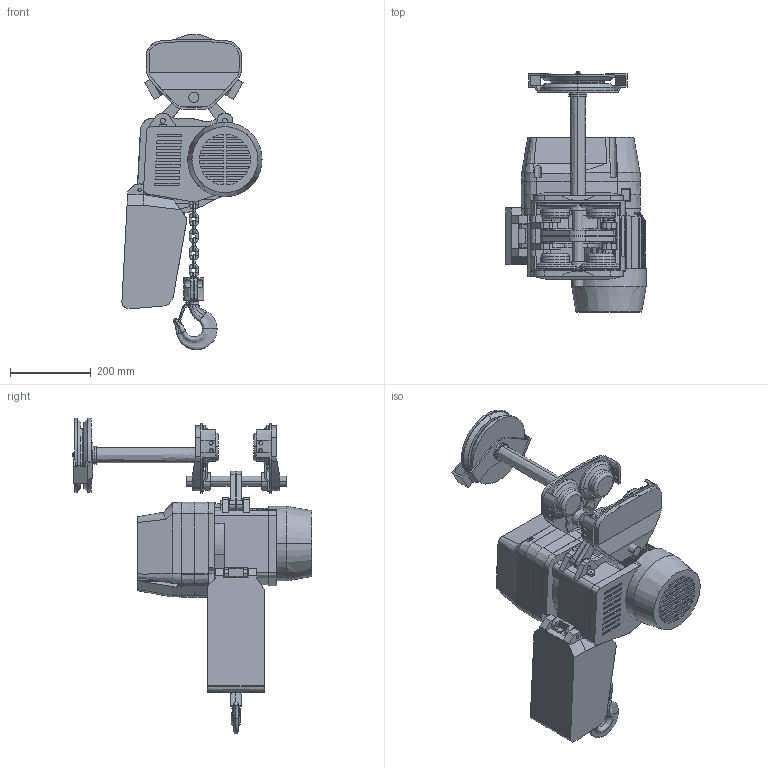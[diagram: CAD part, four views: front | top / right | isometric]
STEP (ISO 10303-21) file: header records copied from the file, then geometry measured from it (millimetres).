
FILE_DESCRIPTION(('STEP AP214'),'1');
FILE_NAME('KITO EQ Kättingtelfer 1000-1 med haspeldriven blockvagn.stp','2013-10-02T15:20:32',(' '),(' '),'Spatial InterOp 3D',' ',' ');
FILE_SCHEMA(('automotive_design'));
Length unit declared in the file: millimetre
Products named in the file (26): Assembly1; Part1; Part2; Part3; Part4; Part5; Part6; Assembly2; KITO EQ Kattingtelfer 1000-1 m. Haspeldriven blockvagn
Assembly tree (33 placements, depth 6):
  KITO EQ Kattingtelfer 1000-1 m. Haspeldriven blockvagn
    Assembly1
      Part1
      Part2
      Part3
      Part4
      Part5
      Part6
      Assembly1
        Assembly1
          Part1  x2
          Part3
          Part4
          Assembly1
            Part1
            Part2
        Assembly2  x2
          Part4
    Assembly2
      Assembly1
        Part1
        Part2
        Part3
        Part4
      Part1  x2
      Part3
Bounding box: 346.7 x 593.5 x 780.11 mm (x, y, z)
Volume: 26898640.4 mm3; surface area: 1660554 mm2
Topology: 31 solids, 31 shells, 1439 faces, 3716 edges, 2372 vertices
Faces by surface type: bspline 1439
Entity records: 70570 total; most frequent: CARTESIAN_POINT 34081, ORIENTED_EDGE 6498, DIRECTION 3690, EDGE_CURVE 3249, VERTEX_POINT 2114, LINE 1840, VECTOR 1840, EDGE_LOOP 1345
